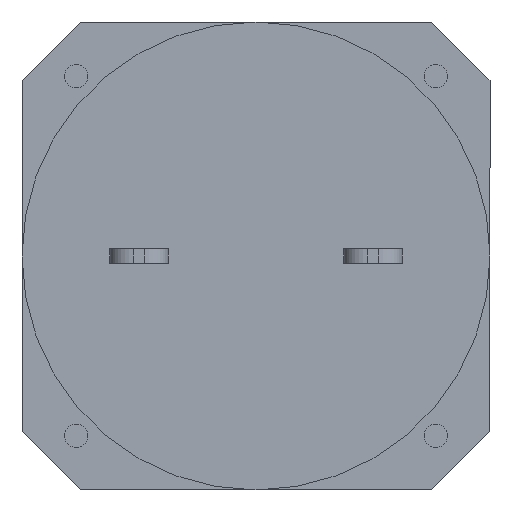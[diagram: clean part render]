
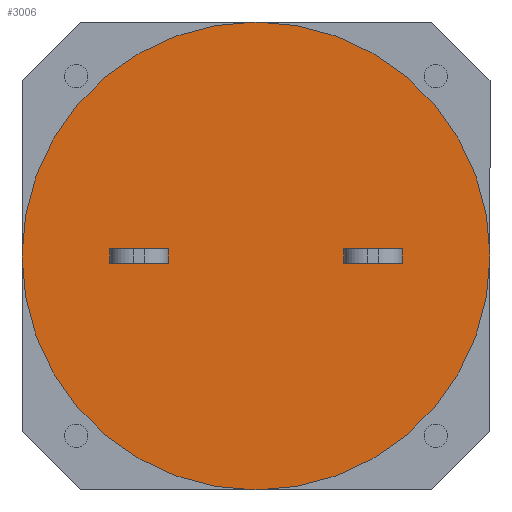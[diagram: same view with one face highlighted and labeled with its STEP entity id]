
A CAD part, front view. The second image highlights one B-rep face of the part: STEP entity #3006.
In plain terms, the highlighted planar face has unit normal (0, -1, 0).
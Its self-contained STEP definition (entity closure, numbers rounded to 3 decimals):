
#76 = AXIS2_PLACEMENT_3D ( 'NONE', #2225, #2602, #283 ) ;
#136 = EDGE_LOOP ( 'NONE', ( #4056, #1744, #3619, #1985 ) ) ;
#212 = VECTOR ( 'NONE', #4722, 1000. ) ;
#222 = ORIENTED_EDGE ( 'NONE', *, *, #4973, .F. ) ;
#244 = VERTEX_POINT ( 'NONE', #1903 ) ;
#283 = DIRECTION ( 'NONE',  ( 0., 0., -1. ) ) ;
#309 = CARTESIAN_POINT ( 'NONE',  ( 0., -66.5, 20. ) ) ;
#333 = DIRECTION ( 'NONE',  ( 0., 0., -1. ) ) ;
#350 = VECTOR ( 'NONE', #1734, 1000. ) ;
#475 = CARTESIAN_POINT ( 'NONE',  ( 7.5, -66.5, 0.6 ) ) ;
#495 = VERTEX_POINT ( 'NONE', #1379 ) ;
#517 = LINE ( 'NONE', #1414, #4537 ) ;
#555 = LINE ( 'NONE', #4789, #816 ) ;
#647 = VECTOR ( 'NONE', #1141, 1000. ) ;
#743 = DIRECTION ( 'NONE',  ( 0., 0., -1. ) ) ;
#750 = PLANE ( 'NONE',  #76 ) ;
#816 = VECTOR ( 'NONE', #4058, 1000. ) ;
#954 = CARTESIAN_POINT ( 'NONE',  ( 12.5, -66.5, 0.6 ) ) ;
#956 = EDGE_CURVE ( 'NONE', #3502, #3681, #555, .T. ) ;
#969 = CARTESIAN_POINT ( 'NONE',  ( 7.5, -66.5, -0.6 ) ) ;
#1019 = LINE ( 'NONE', #4709, #212 ) ;
#1097 = ORIENTED_EDGE ( 'NONE', *, *, #2922, .T. ) ;
#1112 = VECTOR ( 'NONE', #1265, 1000. ) ;
#1139 = VERTEX_POINT ( 'NONE', #309 ) ;
#1141 = DIRECTION ( 'NONE',  ( -1., 0., 0. ) ) ;
#1171 = EDGE_CURVE ( 'NONE', #1139, #244, #2980, .T. ) ;
#1265 = DIRECTION ( 'NONE',  ( -1., 0., 0. ) ) ;
#1271 = EDGE_CURVE ( 'NONE', #4733, #3218, #4870, .T. ) ;
#1320 = LINE ( 'NONE', #954, #2758 ) ;
#1339 = FACE_BOUND ( 'NONE', #3528, .T. ) ;
#1379 = CARTESIAN_POINT ( 'NONE',  ( 7.5, -66.5, -0.6 ) ) ;
#1414 = CARTESIAN_POINT ( 'NONE',  ( 7.5, -66.5, 0.6 ) ) ;
#1512 = CARTESIAN_POINT ( 'NONE',  ( 0., -66.5, 0. ) ) ;
#1562 = DIRECTION ( 'NONE',  ( 0., 0., -1. ) ) ;
#1590 = ORIENTED_EDGE ( 'NONE', *, *, #1171, .T. ) ;
#1626 = CARTESIAN_POINT ( 'NONE',  ( 7.5, -66.5, 0.6 ) ) ;
#1734 = DIRECTION ( 'NONE',  ( 1., 0., 0. ) ) ;
#1744 = ORIENTED_EDGE ( 'NONE', *, *, #956, .F. ) ;
#1758 = CIRCLE ( 'NONE', #4767, 20. ) ;
#1887 = DIRECTION ( 'NONE',  ( 0., -1., 0. ) ) ;
#1903 = CARTESIAN_POINT ( 'NONE',  ( 0., -66.5, -20. ) ) ;
#1916 = CARTESIAN_POINT ( 'NONE',  ( -12.5, -66.5, 0.6 ) ) ;
#1955 = DIRECTION ( 'NONE',  ( 0., -1., 0. ) ) ;
#1985 = ORIENTED_EDGE ( 'NONE', *, *, #4717, .F. ) ;
#2225 = CARTESIAN_POINT ( 'NONE',  ( 0., -66.5, 0. ) ) ;
#2356 = FACE_BOUND ( 'NONE', #136, .T. ) ;
#2367 = CARTESIAN_POINT ( 'NONE',  ( 12.5, -66.5, -0.6 ) ) ;
#2424 = EDGE_CURVE ( 'NONE', #3218, #495, #517, .T. ) ;
#2602 = DIRECTION ( 'NONE',  ( 0., -1., 0. ) ) ;
#2696 = LINE ( 'NONE', #5024, #647 ) ;
#2732 = CARTESIAN_POINT ( 'NONE',  ( -7.5, -66.5, 0.6 ) ) ;
#2758 = VECTOR ( 'NONE', #2870, 1000. ) ;
#2782 = LINE ( 'NONE', #5023, #4625 ) ;
#2870 = DIRECTION ( 'NONE',  ( 0., 0., 1. ) ) ;
#2922 = EDGE_CURVE ( 'NONE', #244, #1139, #1758, .T. ) ;
#2980 = CIRCLE ( 'NONE', #4703, 20. ) ;
#3006 = ADVANCED_FACE ( 'NONE', ( #4429, #2356, #1339 ), #750, .T. ) ;
#3015 = CARTESIAN_POINT ( 'NONE',  ( -7.5, -66.5, -0.6 ) ) ;
#3218 = VERTEX_POINT ( 'NONE', #1626 ) ;
#3370 = EDGE_LOOP ( 'NONE', ( #1590, #1097 ) ) ;
#3404 = CARTESIAN_POINT ( 'NONE',  ( -12.5, -66.5, -0.6 ) ) ;
#3462 = CARTESIAN_POINT ( 'NONE',  ( 0., -66.5, 0. ) ) ;
#3502 = VERTEX_POINT ( 'NONE', #3015 ) ;
#3528 = EDGE_LOOP ( 'NONE', ( #3616, #5018, #222, #3778 ) ) ;
#3616 = ORIENTED_EDGE ( 'NONE', *, *, #1271, .F. ) ;
#3619 = ORIENTED_EDGE ( 'NONE', *, *, #3678, .F. ) ;
#3644 = EDGE_CURVE ( 'NONE', #3681, #4650, #2696, .T. ) ;
#3678 = EDGE_CURVE ( 'NONE', #4111, #3502, #1019, .T. ) ;
#3681 = VERTEX_POINT ( 'NONE', #2732 ) ;
#3691 = VERTEX_POINT ( 'NONE', #2367 ) ;
#3778 = ORIENTED_EDGE ( 'NONE', *, *, #2424, .F. ) ;
#3995 = EDGE_CURVE ( 'NONE', #3691, #4733, #1320, .T. ) ;
#4056 = ORIENTED_EDGE ( 'NONE', *, *, #3644, .F. ) ;
#4058 = DIRECTION ( 'NONE',  ( 0., 0., 1. ) ) ;
#4099 = DIRECTION ( 'NONE',  ( 0., 0., -1. ) ) ;
#4111 = VERTEX_POINT ( 'NONE', #3404 ) ;
#4236 = CARTESIAN_POINT ( 'NONE',  ( 12.5, -66.5, 0.6 ) ) ;
#4429 = FACE_OUTER_BOUND ( 'NONE', #3370, .T. ) ;
#4537 = VECTOR ( 'NONE', #4099, 1000. ) ;
#4554 = LINE ( 'NONE', #969, #350 ) ;
#4625 = VECTOR ( 'NONE', #743, 1000. ) ;
#4650 = VERTEX_POINT ( 'NONE', #1916 ) ;
#4703 = AXIS2_PLACEMENT_3D ( 'NONE', #3462, #1955, #1562 ) ;
#4709 = CARTESIAN_POINT ( 'NONE',  ( -12.5, -66.5, -0.6 ) ) ;
#4717 = EDGE_CURVE ( 'NONE', #4650, #4111, #2782, .T. ) ;
#4722 = DIRECTION ( 'NONE',  ( 1., 0., 0. ) ) ;
#4733 = VERTEX_POINT ( 'NONE', #4236 ) ;
#4767 = AXIS2_PLACEMENT_3D ( 'NONE', #1512, #1887, #333 ) ;
#4789 = CARTESIAN_POINT ( 'NONE',  ( -7.5, -66.5, 0.6 ) ) ;
#4870 = LINE ( 'NONE', #475, #1112 ) ;
#4973 = EDGE_CURVE ( 'NONE', #495, #3691, #4554, .T. ) ;
#5018 = ORIENTED_EDGE ( 'NONE', *, *, #3995, .F. ) ;
#5023 = CARTESIAN_POINT ( 'NONE',  ( -12.5, -66.5, 0.6 ) ) ;
#5024 = CARTESIAN_POINT ( 'NONE',  ( -12.5, -66.5, 0.6 ) ) ;
